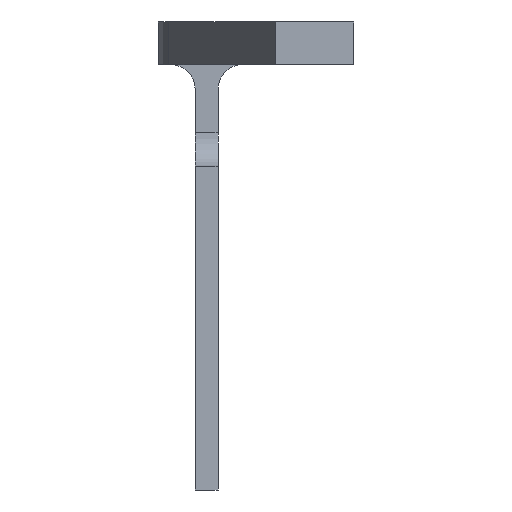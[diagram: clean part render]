
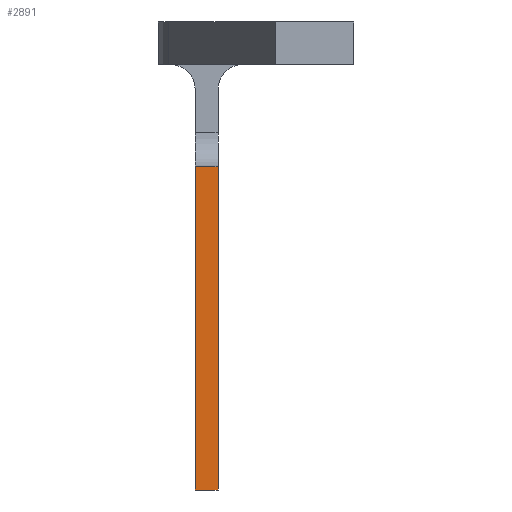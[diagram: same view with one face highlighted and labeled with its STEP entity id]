
A CAD part, left-side view. The second image highlights one B-rep face of the part: STEP entity #2891.
In plain terms, the highlighted planar face has unit normal (-1, 0, 0).
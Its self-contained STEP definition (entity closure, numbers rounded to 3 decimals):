
#2264 = PLANE('',#2265);
#2265 = AXIS2_PLACEMENT_3D('',#2266,#2267,#2268);
#2266 = CARTESIAN_POINT('',(-116.5,23.977,24.554));
#2267 = DIRECTION('',(0.,-1.,0.));
#2268 = DIRECTION('',(0.,0.,-1.));
#2367 = PLANE('',#2368);
#2368 = AXIS2_PLACEMENT_3D('',#2369,#2370,#2371);
#2369 = CARTESIAN_POINT('',(-116.5,25.327,24.554));
#2370 = DIRECTION('',(0.,-1.,0.));
#2371 = DIRECTION('',(0.,0.,-1.));
#2491 = VERTEX_POINT('',#2492);
#2492 = CARTESIAN_POINT('',(-166.5,23.977,20.));
#2511 = CYLINDRICAL_SURFACE('',#2512,2.);
#2512 = AXIS2_PLACEMENT_3D('',#2513,#2514,#2515);
#2513 = CARTESIAN_POINT('',(-166.5,30.,22.));
#2514 = DIRECTION('',(0.,1.,0.));
#2515 = DIRECTION('',(0.,0.,1.));
#2523 = EDGE_CURVE('',#2491,#2524,#2526,.T.);
#2524 = VERTEX_POINT('',#2525);
#2525 = CARTESIAN_POINT('',(-166.5,23.977,1.));
#2526 = SURFACE_CURVE('',#2527,(#2531,#2538),.PCURVE_S1.);
#2527 = LINE('',#2528,#2529);
#2528 = CARTESIAN_POINT('',(-166.5,23.977,24.554));
#2529 = VECTOR('',#2530,1.);
#2530 = DIRECTION('',(0.,0.,-1.));
#2531 = PCURVE('',#2264,#2532);
#2532 = DEFINITIONAL_REPRESENTATION('',(#2533),#2537);
#2533 = LINE('',#2534,#2535);
#2534 = CARTESIAN_POINT('',(0.,-50.));
#2535 = VECTOR('',#2536,1.);
#2536 = DIRECTION('',(1.,0.));
#2537 = ( GEOMETRIC_REPRESENTATION_CONTEXT(2) 
PARAMETRIC_REPRESENTATION_CONTEXT() REPRESENTATION_CONTEXT('2D SPACE',''
  ) );
#2538 = PCURVE('',#2539,#2544);
#2539 = PLANE('',#2540);
#2540 = AXIS2_PLACEMENT_3D('',#2541,#2542,#2543);
#2541 = CARTESIAN_POINT('',(-166.5,24.652,15.005));
#2542 = DIRECTION('',(1.,0.,0.));
#2543 = DIRECTION('',(0.,1.,0.));
#2544 = DEFINITIONAL_REPRESENTATION('',(#2545),#2549);
#2545 = LINE('',#2546,#2547);
#2546 = CARTESIAN_POINT('',(-0.675,9.548));
#2547 = VECTOR('',#2548,1.);
#2548 = DIRECTION('',(0.,-1.));
#2549 = ( GEOMETRIC_REPRESENTATION_CONTEXT(2) 
PARAMETRIC_REPRESENTATION_CONTEXT() REPRESENTATION_CONTEXT('2D SPACE',''
  ) );
#2567 = PLANE('',#2568);
#2568 = AXIS2_PLACEMENT_3D('',#2569,#2570,#2571);
#2569 = CARTESIAN_POINT('',(-116.5,25.327,1.));
#2570 = DIRECTION('',(0.,0.,1.));
#2571 = DIRECTION('',(0.,-1.,0.));
#2689 = VERTEX_POINT('',#2690);
#2690 = CARTESIAN_POINT('',(-166.5,25.327,20.));
#2716 = EDGE_CURVE('',#2689,#2717,#2719,.T.);
#2717 = VERTEX_POINT('',#2718);
#2718 = CARTESIAN_POINT('',(-166.5,25.327,1.));
#2719 = SURFACE_CURVE('',#2720,(#2724,#2731),.PCURVE_S1.);
#2720 = LINE('',#2721,#2722);
#2721 = CARTESIAN_POINT('',(-166.5,25.327,24.554));
#2722 = VECTOR('',#2723,1.);
#2723 = DIRECTION('',(0.,0.,-1.));
#2724 = PCURVE('',#2367,#2725);
#2725 = DEFINITIONAL_REPRESENTATION('',(#2726),#2730);
#2726 = LINE('',#2727,#2728);
#2727 = CARTESIAN_POINT('',(0.,-50.));
#2728 = VECTOR('',#2729,1.);
#2729 = DIRECTION('',(1.,0.));
#2730 = ( GEOMETRIC_REPRESENTATION_CONTEXT(2) 
PARAMETRIC_REPRESENTATION_CONTEXT() REPRESENTATION_CONTEXT('2D SPACE',''
  ) );
#2731 = PCURVE('',#2539,#2732);
#2732 = DEFINITIONAL_REPRESENTATION('',(#2733),#2737);
#2733 = LINE('',#2734,#2735);
#2734 = CARTESIAN_POINT('',(0.675,9.548));
#2735 = VECTOR('',#2736,1.);
#2736 = DIRECTION('',(0.,-1.));
#2737 = ( GEOMETRIC_REPRESENTATION_CONTEXT(2) 
PARAMETRIC_REPRESENTATION_CONTEXT() REPRESENTATION_CONTEXT('2D SPACE',''
  ) );
#2869 = EDGE_CURVE('',#2717,#2524,#2870,.T.);
#2870 = SURFACE_CURVE('',#2871,(#2875,#2882),.PCURVE_S1.);
#2871 = LINE('',#2872,#2873);
#2872 = CARTESIAN_POINT('',(-166.5,25.327,1.));
#2873 = VECTOR('',#2874,1.);
#2874 = DIRECTION('',(0.,-1.,0.));
#2875 = PCURVE('',#2567,#2876);
#2876 = DEFINITIONAL_REPRESENTATION('',(#2877),#2881);
#2877 = LINE('',#2878,#2879);
#2878 = CARTESIAN_POINT('',(0.,-50.));
#2879 = VECTOR('',#2880,1.);
#2880 = DIRECTION('',(1.,0.));
#2881 = ( GEOMETRIC_REPRESENTATION_CONTEXT(2) 
PARAMETRIC_REPRESENTATION_CONTEXT() REPRESENTATION_CONTEXT('2D SPACE',''
  ) );
#2882 = PCURVE('',#2539,#2883);
#2883 = DEFINITIONAL_REPRESENTATION('',(#2884),#2888);
#2884 = LINE('',#2885,#2886);
#2885 = CARTESIAN_POINT('',(0.675,-14.005));
#2886 = VECTOR('',#2887,1.);
#2887 = DIRECTION('',(-1.,0.));
#2888 = ( GEOMETRIC_REPRESENTATION_CONTEXT(2) 
PARAMETRIC_REPRESENTATION_CONTEXT() REPRESENTATION_CONTEXT('2D SPACE',''
  ) );
#2891 = ADVANCED_FACE('',(#2892),#2539,.F.);
#2892 = FACE_BOUND('',#2893,.F.);
#2893 = EDGE_LOOP('',(#2894,#2915,#2916,#2917));
#2894 = ORIENTED_EDGE('',*,*,#2895,.T.);
#2895 = EDGE_CURVE('',#2689,#2491,#2896,.T.);
#2896 = SURFACE_CURVE('',#2897,(#2901,#2908),.PCURVE_S1.);
#2897 = LINE('',#2898,#2899);
#2898 = CARTESIAN_POINT('',(-166.5,30.,20.));
#2899 = VECTOR('',#2900,1.);
#2900 = DIRECTION('',(0.,-1.,-0.));
#2901 = PCURVE('',#2539,#2902);
#2902 = DEFINITIONAL_REPRESENTATION('',(#2903),#2907);
#2903 = LINE('',#2904,#2905);
#2904 = CARTESIAN_POINT('',(5.348,4.995));
#2905 = VECTOR('',#2906,1.);
#2906 = DIRECTION('',(-1.,0.));
#2907 = ( GEOMETRIC_REPRESENTATION_CONTEXT(2) 
PARAMETRIC_REPRESENTATION_CONTEXT() REPRESENTATION_CONTEXT('2D SPACE',''
  ) );
#2908 = PCURVE('',#2511,#2909);
#2909 = DEFINITIONAL_REPRESENTATION('',(#2910),#2914);
#2910 = LINE('',#2911,#2912);
#2911 = CARTESIAN_POINT('',(3.142,0.));
#2912 = VECTOR('',#2913,1.);
#2913 = DIRECTION('',(0.,-1.));
#2914 = ( GEOMETRIC_REPRESENTATION_CONTEXT(2) 
PARAMETRIC_REPRESENTATION_CONTEXT() REPRESENTATION_CONTEXT('2D SPACE',''
  ) );
#2915 = ORIENTED_EDGE('',*,*,#2523,.T.);
#2916 = ORIENTED_EDGE('',*,*,#2869,.F.);
#2917 = ORIENTED_EDGE('',*,*,#2716,.F.);
